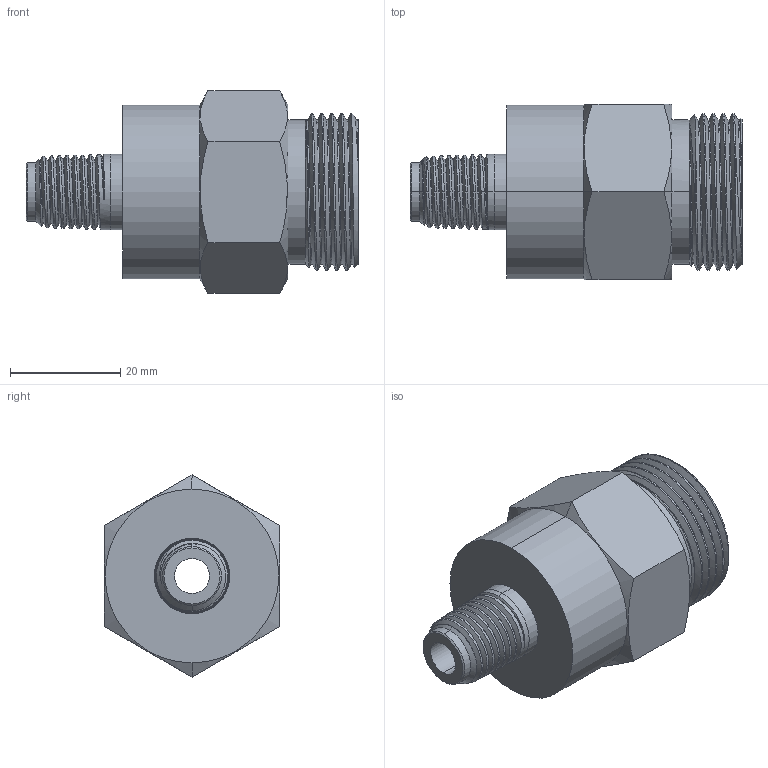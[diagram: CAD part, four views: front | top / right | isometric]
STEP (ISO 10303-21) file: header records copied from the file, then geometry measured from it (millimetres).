
FILE_DESCRIPTION (( 'STEP AP203' ), '1' );
FILE_NAME ('AD-705MSS-4MNPT.STEP', '2025-08-07T19:54:37', ( '' ), ( '' ), 'SwSTEP 2.0', 'SolidWorks 2018', '' );
FILE_SCHEMA (( 'CONFIG_CONTROL_DESIGN' ));
Length unit declared in the file: inch
Products named in the file (1): AD-705MSS-4MNPT
Bounding box: 60.2 x 31.75 x 36.66 mm (x, y, z)
Volume: 30312.6 mm3; surface area: 9137.4 mm2
Topology: 1 solids, 1 shells, 161 faces, 427 edges, 277 vertices
Faces by surface type: bspline 56, cone 50, plane 33, cylinder 22
Entity records: 16041 total; most frequent: CARTESIAN_POINT 12546, ORIENTED_EDGE 854, DIRECTION 466, EDGE_CURVE 427, VERTEX_POINT 277, B_SPLINE_CURVE_WITH_KNOTS 195, EDGE_LOOP 172, LINE 170
